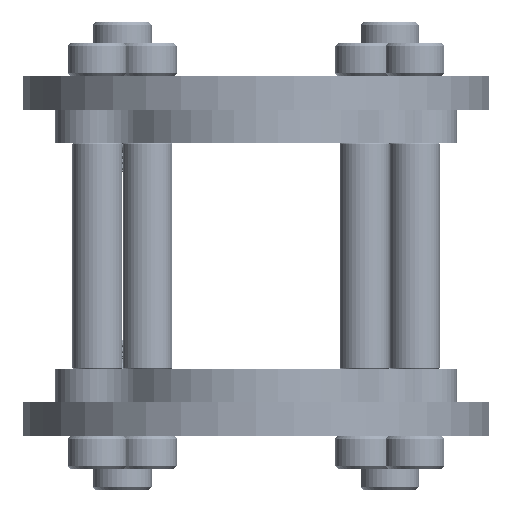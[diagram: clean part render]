
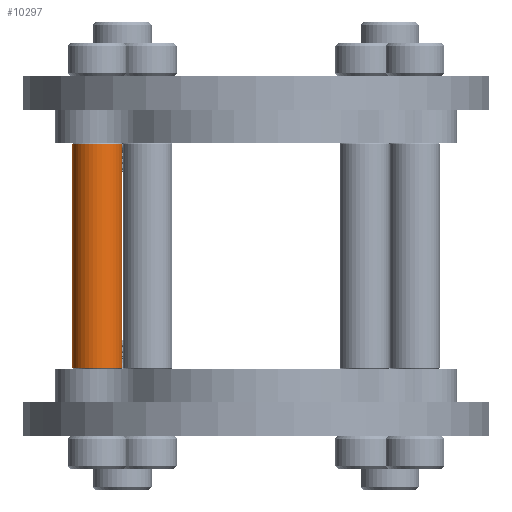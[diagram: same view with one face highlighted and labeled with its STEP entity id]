
A CAD part, left-side view. The second image highlights one B-rep face of the part: STEP entity #10297.
In plain terms, the highlighted cylindrical face has radius 2.975 mm (diameter 5.95 mm), a partial arc.
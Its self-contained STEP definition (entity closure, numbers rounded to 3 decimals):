
#538 = CARTESIAN_POINT ( 'NONE',  ( 0., 13.4, -2.975 ) ) ;
#707 = ORIENTED_EDGE ( 'NONE', *, *, #4536, .F. ) ;
#979 = DIRECTION ( 'NONE',  ( 0., -1., 0. ) ) ;
#1043 = DIRECTION ( 'NONE',  ( 0., 0., 1. ) ) ;
#1555 = CIRCLE ( 'NONE', #12836, 2.975 ) ;
#2304 = CIRCLE ( 'NONE', #12518, 2.975 ) ;
#2334 = ORIENTED_EDGE ( 'NONE', *, *, #7652, .T. ) ;
#2455 = DIRECTION ( 'NONE',  ( 0., 0., 1. ) ) ;
#2971 = EDGE_LOOP ( 'NONE', ( #707, #14325, #2334, #5336 ) ) ;
#4319 = LINE ( 'NONE', #12827, #17769 ) ;
#4536 = EDGE_CURVE ( 'NONE', #10208, #17452, #6824, .T. ) ;
#5336 = ORIENTED_EDGE ( 'NONE', *, *, #9373, .T. ) ;
#6027 = CYLINDRICAL_SURFACE ( 'NONE', #19890, 2.975 ) ;
#6559 = DIRECTION ( 'NONE',  ( 0., -1., 0. ) ) ;
#6721 = CARTESIAN_POINT ( 'NONE',  ( 0., 13.4, 2.975 ) ) ;
#6824 = LINE ( 'NONE', #23922, #9908 ) ;
#6859 = DIRECTION ( 'NONE',  ( 0., -1., 0. ) ) ;
#7652 = EDGE_CURVE ( 'NONE', #19755, #14836, #4319, .T. ) ;
#9373 = EDGE_CURVE ( 'NONE', #14836, #17452, #1555, .T. ) ;
#9908 = VECTOR ( 'NONE', #6559, 1000. ) ;
#10208 = VERTEX_POINT ( 'NONE', #6721 ) ;
#10297 = ADVANCED_FACE ( 'NONE', ( #24703 ), #6027, .T. ) ;
#10812 = CARTESIAN_POINT ( 'NONE',  ( 0., -13.4, -2.975 ) ) ;
#11953 = CARTESIAN_POINT ( 'NONE',  ( 0., -13.4, 2.975 ) ) ;
#12518 = AXIS2_PLACEMENT_3D ( 'NONE', #14293, #18314, #1043 ) ;
#12827 = CARTESIAN_POINT ( 'NONE',  ( 0., 13.5, -2.975 ) ) ;
#12836 = AXIS2_PLACEMENT_3D ( 'NONE', #19914, #14126, #2455 ) ;
#13280 = EDGE_CURVE ( 'NONE', #10208, #19755, #2304, .T. ) ;
#14126 = DIRECTION ( 'NONE',  ( 0., 1., 0. ) ) ;
#14293 = CARTESIAN_POINT ( 'NONE',  ( 0., 13.4, 0. ) ) ;
#14325 = ORIENTED_EDGE ( 'NONE', *, *, #13280, .T. ) ;
#14582 = DIRECTION ( 'NONE',  ( 0., 0., -1. ) ) ;
#14836 = VERTEX_POINT ( 'NONE', #10812 ) ;
#17452 = VERTEX_POINT ( 'NONE', #11953 ) ;
#17769 = VECTOR ( 'NONE', #6859, 1000. ) ;
#18314 = DIRECTION ( 'NONE',  ( 0., -1., 0. ) ) ;
#18418 = CARTESIAN_POINT ( 'NONE',  ( 0., 13.5, 0. ) ) ;
#19755 = VERTEX_POINT ( 'NONE', #538 ) ;
#19890 = AXIS2_PLACEMENT_3D ( 'NONE', #18418, #979, #14582 ) ;
#19914 = CARTESIAN_POINT ( 'NONE',  ( 0., -13.4, 0. ) ) ;
#23922 = CARTESIAN_POINT ( 'NONE',  ( 0., 13.5, 2.975 ) ) ;
#24703 = FACE_OUTER_BOUND ( 'NONE', #2971, .T. ) ;
